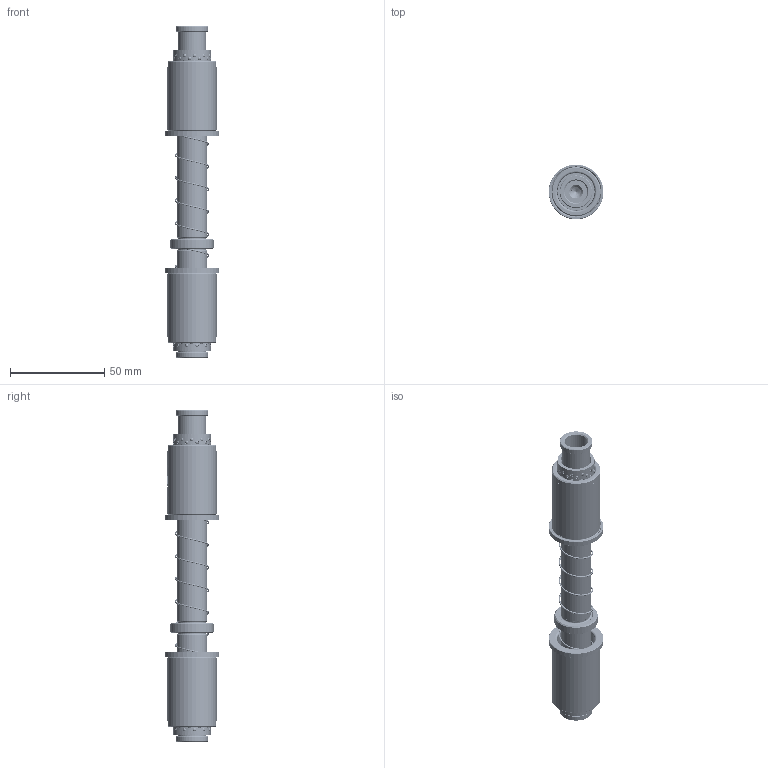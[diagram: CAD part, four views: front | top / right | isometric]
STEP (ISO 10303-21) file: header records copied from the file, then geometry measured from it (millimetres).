
FILE_DESCRIPTION (( 'STEP AP214' ), '1' );
FILE_NAME ('BJGPH BSGPH-D16-LA90-LB40-絳杶BL40.STEP', '2021-09-29T06:41:58', ( 'User' ), ( 'china' ), 'SwSTEP 2.0', 'SolidWorks 2016', '' );
FILE_SCHEMA (( 'AUTOMOTIVE_DESIGN' ));
Length unit declared in the file: millimetre
Products named in the file (10): GBBH-D26-d20-L40; HWP-B-D18.3-d16.5-L80; HWP-B-D18.3-d16.5-L30; GGTK-D17.3-d15 -20; BSH BJH-D19.7-16.3-L35; BALL-D2; GPWH-D16-90-40-10; BJGPH BSGPH-D16-LA90-LB40-絳杶BL40; GBBH--D26-d20-L40
Assembly tree (208 placements, depth 3):
  BJGPH BSGPH-D16-LA90-LB40-絳杶BL40
    GPWH-D16-90-40-10
    BSH BJH-D19.7-16.3-L35  x2
      BSH BJH-D19.7-16.3-L35
      BALL-D2
    GGTK-D17.3-d15 -20  x2
    HWP-B-D18.3-d16.5-L30
    HWP-B-D18.3-d16.5-L80
    GBBH-D26-d20-L40
    GBBH--D26-d20-L40
Bounding box: 29 x 29 x 176 mm (x, y, z)
Volume: 55282.4 mm3; surface area: 43633.1 mm2
Topology: 405 solids, 405 shells, 1794 faces, 7686 edges, 5094 vertices
Faces by surface type: sphere 1584, cylinder 68, cone 68, plane 42, torus 20, bspline 12
Entity records: 38244 total; most frequent: CARTESIAN_POINT 21940, ORIENTED_EDGE 3248, DIRECTION 2902, EDGE_CURVE 1624, AXIS2_PLACEMENT_3D 1378, VERTEX_POINT 1060, EDGE_LOOP 980, B_SPLINE_CURVE_WITH_KNOTS 872
